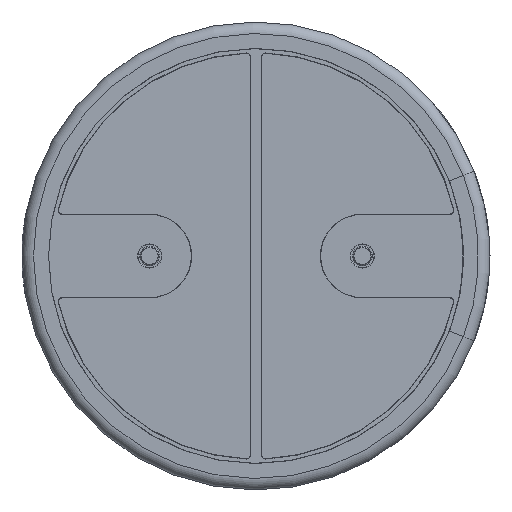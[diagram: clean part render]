
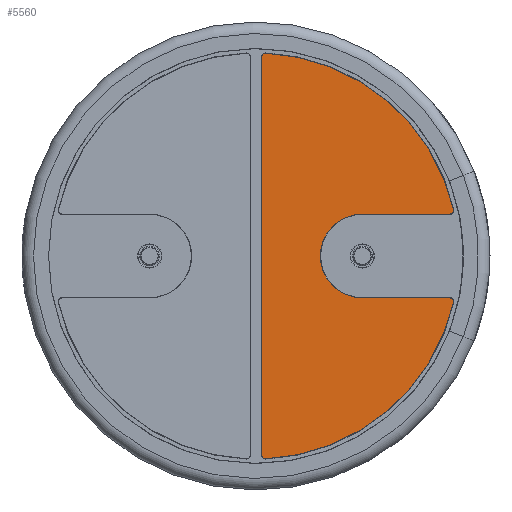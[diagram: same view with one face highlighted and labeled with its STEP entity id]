
A CAD part, front view. The second image highlights one B-rep face of the part: STEP entity #5560.
In plain terms, the highlighted planar face has unit normal (0, -1, 0).
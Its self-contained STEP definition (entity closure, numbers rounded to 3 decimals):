
#61=PLANE('',#5948);
#324=CIRCLE('',#5913,0.185);
#327=CIRCLE('',#5918,0.185);
#330=CIRCLE('',#5922,9.545);
#333=CIRCLE('',#5926,0.185);
#337=CIRCLE('',#5932,1.973);
#341=CIRCLE('',#5938,0.185);
#343=CIRCLE('',#5941,9.545);
#529=FACE_OUTER_BOUND('',#780,.T.);
#780=EDGE_LOOP('',(#4674,#4675,#4676,#4677,#4678,#4679,#4680,#4681,#4682,
#4683));
#1032=LINE('',#11230,#1263);
#1034=LINE('',#11254,#1265);
#1036=LINE('',#11266,#1267);
#1263=VECTOR('',#6772,10.);
#1265=VECTOR('',#6802,10.);
#1267=VECTOR('',#6816,10.);
#2363=VERTEX_POINT('',#11218);
#2366=VERTEX_POINT('',#11223);
#2368=VERTEX_POINT('',#11228);
#2370=VERTEX_POINT('',#11234);
#2372=VERTEX_POINT('',#11240);
#2374=VERTEX_POINT('',#11246);
#2376=VERTEX_POINT('',#11252);
#2378=VERTEX_POINT('',#11258);
#2380=VERTEX_POINT('',#11264);
#2382=VERTEX_POINT('',#11270);
#3145=EDGE_CURVE('',#2366,#2363,#324,.T.);
#3147=EDGE_CURVE('',#2368,#2366,#1032,.T.);
#3150=EDGE_CURVE('',#2370,#2368,#327,.T.);
#3153=EDGE_CURVE('',#2372,#2370,#330,.T.);
#3156=EDGE_CURVE('',#2374,#2372,#333,.T.);
#3159=EDGE_CURVE('',#2376,#2374,#1034,.T.);
#3162=EDGE_CURVE('',#2378,#2376,#337,.T.);
#3165=EDGE_CURVE('',#2380,#2378,#1036,.T.);
#3168=EDGE_CURVE('',#2382,#2380,#341,.T.);
#3170=EDGE_CURVE('',#2363,#2382,#343,.T.);
#4674=ORIENTED_EDGE('',*,*,#3145,.F.);
#4675=ORIENTED_EDGE('',*,*,#3147,.F.);
#4676=ORIENTED_EDGE('',*,*,#3150,.F.);
#4677=ORIENTED_EDGE('',*,*,#3153,.F.);
#4678=ORIENTED_EDGE('',*,*,#3156,.F.);
#4679=ORIENTED_EDGE('',*,*,#3159,.F.);
#4680=ORIENTED_EDGE('',*,*,#3162,.F.);
#4681=ORIENTED_EDGE('',*,*,#3165,.F.);
#4682=ORIENTED_EDGE('',*,*,#3168,.F.);
#4683=ORIENTED_EDGE('',*,*,#3170,.F.);
#5560=ADVANCED_FACE('',(#529),#61,.F.);
#5913=AXIS2_PLACEMENT_3D('',#11225,#6766,#6767);
#5918=AXIS2_PLACEMENT_3D('',#11236,#6778,#6779);
#5922=AXIS2_PLACEMENT_3D('',#11242,#6786,#6787);
#5926=AXIS2_PLACEMENT_3D('',#11248,#6794,#6795);
#5932=AXIS2_PLACEMENT_3D('',#11260,#6808,#6809);
#5938=AXIS2_PLACEMENT_3D('',#11272,#6822,#6823);
#5941=AXIS2_PLACEMENT_3D('',#11275,#6828,#6829);
#5948=AXIS2_PLACEMENT_3D('',#11288,#6848,#6849);
#6766=DIRECTION('center_axis',(0.,1.,0.));
#6767=DIRECTION('ref_axis',(-0.69,0.,0.724));
#6772=DIRECTION('',(0.,0.,1.));
#6778=DIRECTION('center_axis',(0.,1.,0.));
#6779=DIRECTION('ref_axis',(-0.69,0.,-0.724));
#6786=DIRECTION('center_axis',(0.,1.,0.));
#6787=DIRECTION('ref_axis',(0.639,0.,-0.769));
#6794=DIRECTION('center_axis',(0.,1.,0.));
#6795=DIRECTION('ref_axis',(0.784,0.,0.62));
#6802=DIRECTION('',(1.,0.,0.));
#6808=DIRECTION('center_axis',(0.,-1.,0.));
#6809=DIRECTION('ref_axis',(-1.,0.,0.));
#6816=DIRECTION('',(-1.,0.,0.));
#6822=DIRECTION('center_axis',(0.,1.,0.));
#6823=DIRECTION('ref_axis',(0.784,0.,-0.62));
#6828=DIRECTION('center_axis',(0.,1.,0.));
#6829=DIRECTION('ref_axis',(0.639,0.,0.769));
#6848=DIRECTION('center_axis',(0.,1.,0.));
#6849=DIRECTION('ref_axis',(0.,0.,1.));
#11218=CARTESIAN_POINT('',(0.464,-0.1,9.534));
#11223=CARTESIAN_POINT('',(0.27,-0.1,9.349));
#11225=CARTESIAN_POINT('Origin',(0.455,-0.1,9.349));
#11228=CARTESIAN_POINT('',(0.27,-0.1,-9.349));
#11230=CARTESIAN_POINT('',(0.27,-0.1,4.674));
#11234=CARTESIAN_POINT('',(0.464,-0.1,-9.534));
#11236=CARTESIAN_POINT('Origin',(0.455,-0.1,-9.349));
#11240=CARTESIAN_POINT('',(9.288,-0.1,-2.201));
#11242=CARTESIAN_POINT('Origin',(0.,-0.1,0.));
#11246=CARTESIAN_POINT('',(9.108,-0.1,-1.973));
#11248=CARTESIAN_POINT('Origin',(9.108,-0.1,-2.158));
#11252=CARTESIAN_POINT('',(5.,-0.1,-1.973));
#11254=CARTESIAN_POINT('',(6.945,-0.1,-1.973));
#11258=CARTESIAN_POINT('',(5.,-0.1,1.973));
#11260=CARTESIAN_POINT('Origin',(5.,-0.1,0.));
#11264=CARTESIAN_POINT('',(9.108,-0.1,1.973));
#11266=CARTESIAN_POINT('',(4.891,-0.1,1.973));
#11270=CARTESIAN_POINT('',(9.288,-0.1,2.201));
#11272=CARTESIAN_POINT('Origin',(9.108,-0.1,2.158));
#11275=CARTESIAN_POINT('Origin',(0.,-0.1,0.));
#11288=CARTESIAN_POINT('Origin',(4.781,-0.1,0.));
